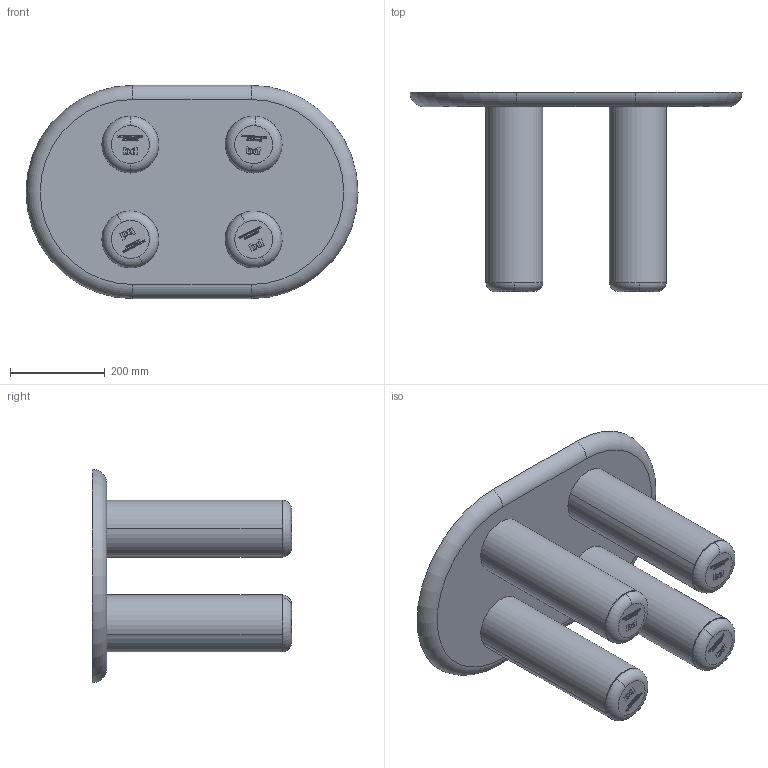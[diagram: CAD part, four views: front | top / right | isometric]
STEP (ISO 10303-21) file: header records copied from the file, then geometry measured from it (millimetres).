
FILE_DESCRIPTION (( 'STEP AP203' ), '1' );
FILE_NAME ('ECLIPSO COFFEE TABLE 70X45 HIGH.STEP', '2025-10-09T14:17:01', ( '' ), ( '' ), 'SwSTEP 2.0', 'SolidWorks 2022', '' );
FILE_SCHEMA (( 'CONFIG_CONTROL_DESIGN' ));
Length unit declared in the file: millimetre
Products named in the file (4): PN-533-04-02-01-03-F140125-ECLIPSO LOW TABLE TOP 700X450; PN-533-02-02-05-F110425-EXPLORER TABLE CONTERA_v4; PN-533-02-01-02-F040425-PATA ALUMINIO_LOW TABLE HIGH; ECLIPSO COFFEE TABLE 70X45 HIGH
Assembly tree (9 placements, depth 2):
  ECLIPSO COFFEE TABLE 70X45 HIGH
    PN-533-04-02-01-03-F140125-ECLIPSO LOW TABLE TOP 700X450
    PN-533-02-01-02-F040425-PATA ALUMINIO_LOW TABLE HIGH  x4
    PN-533-02-02-05-F110425-EXPLORER TABLE CONTERA_v4  x4
Bounding box: 700 x 420 x 450 mm (x, y, z)
Volume: 10279962.4 mm3; surface area: 2198694.9 mm2
Topology: 13 solids, 13 shells, 1702 faces, 4372 edges, 2852 vertices
Faces by surface type: plane 1086, bspline 304, cylinder 214, torus 62, sphere 28, cone 8
Entity records: 14248 total; most frequent: CARTESIAN_POINT 3413, ORIENTED_EDGE 2230, DIRECTION 1872, EDGE_CURVE 1115, LINE 804, VECTOR 804, VERTEX_POINT 731, AXIS2_PLACEMENT_3D 534
